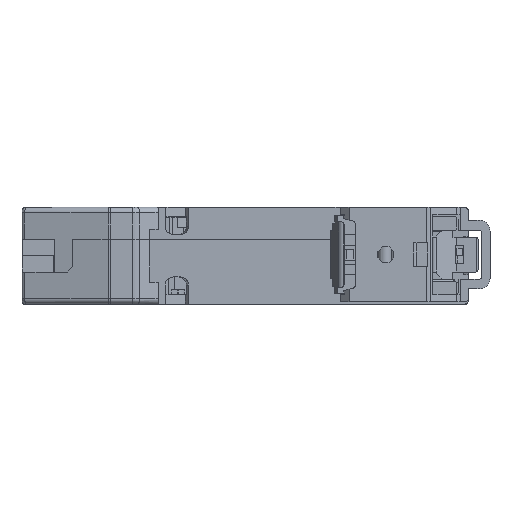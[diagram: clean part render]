
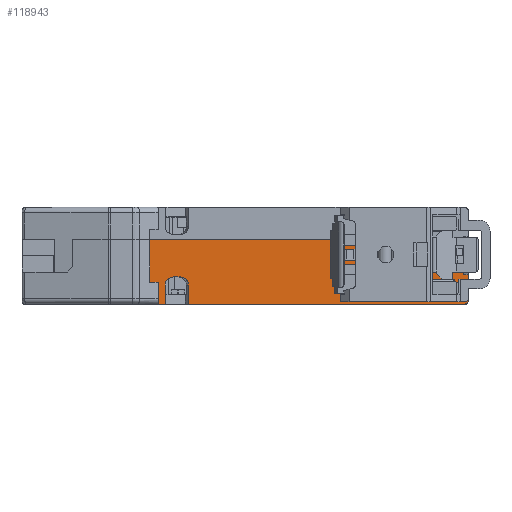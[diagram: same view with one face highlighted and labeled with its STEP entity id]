
A CAD part, top view. The second image highlights one B-rep face of the part: STEP entity #118943.
In plain terms, the highlighted planar face has unit normal (0, 0, 1).
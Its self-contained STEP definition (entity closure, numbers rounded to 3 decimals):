
#91023=DIRECTION('',(-1.,0.,0.));
#91024=VECTOR('',#91023,5.2);
#91025=CARTESIAN_POINT('',(38.7,8.9,44.));
#91026=LINE('',#91025,#91024);
#96684=DIRECTION('',(0.,1.,0.));
#96685=VECTOR('',#96684,4.4);
#96686=CARTESIAN_POINT('',(33.5,4.5,44.));
#96687=LINE('',#96686,#96685);
#96688=CARTESIAN_POINT('',(40.3,0.7,44.));
#96689=DIRECTION('',(0.,0.,-1.));
#96690=DIRECTION('',(1.,0.,0.));
#96691=AXIS2_PLACEMENT_3D('',#96688,#96689,#96690);
#96693=DIRECTION('',(-1.,0.,0.));
#96694=VECTOR('',#96693,50.7);
#96695=CARTESIAN_POINT('',(40.3,0.,44.));
#96696=LINE('',#96695,#96694);
#96697=DIRECTION('',(0.,1.,0.));
#96698=VECTOR('',#96697,3.5);
#96699=CARTESIAN_POINT('',(-10.4,0.,44.));
#96700=LINE('',#96699,#96698);
#96701=DIRECTION('',(-1.,0.,0.));
#96702=VECTOR('',#96701,1.233);
#96703=CARTESIAN_POINT('',(-11.934,5.,44.));
#96704=LINE('',#96703,#96702);
#96705=DIRECTION('',(-1.,0.,0.));
#96706=VECTOR('',#96705,2.8);
#96707=CARTESIAN_POINT('',(-14.7,0.,44.));
#96708=LINE('',#96707,#96706);
#96709=DIRECTION('',(0.,1.,0.));
#96710=VECTOR('',#96709,11.9);
#96711=CARTESIAN_POINT('',(-17.5,0.,44.));
#96712=LINE('',#96711,#96710);
#96713=DIRECTION('',(1.,0.,0.));
#96714=VECTOR('',#96713,49.8);
#96715=CARTESIAN_POINT('',(-17.5,11.9,44.));
#96716=LINE('',#96715,#96714);
#96717=DIRECTION('',(0.707,0.707,0.));
#96718=VECTOR('',#96717,0.956);
#96719=CARTESIAN_POINT('',(37.824,2.4,44.));
#96720=LINE('',#96719,#96718);
#96721=DIRECTION('',(0.,-1.,0.));
#96722=VECTOR('',#96721,1.424);
#96723=CARTESIAN_POINT('',(38.5,4.5,44.));
#96724=LINE('',#96723,#96722);
#96762=DIRECTION('',(-1.,0.,0.));
#96763=VECTOR('',#96762,19.624);
#96764=CARTESIAN_POINT('',(37.824,2.4,44.));
#96765=LINE('',#96764,#96763);
#96791=DIRECTION('',(0.,1.,0.));
#96792=VECTOR('',#96791,2.1);
#96793=CARTESIAN_POINT('',(18.2,2.4,44.));
#96794=LINE('',#96793,#96792);
#96827=DIRECTION('',(1.,0.,0.));
#96828=VECTOR('',#96827,5.);
#96829=CARTESIAN_POINT('',(33.5,4.5,44.));
#96830=LINE('',#96829,#96828);
#96920=DIRECTION('',(1.,0.,0.));
#96921=VECTOR('',#96920,14.1);
#96922=CARTESIAN_POINT('',(18.2,4.5,44.));
#96923=LINE('',#96922,#96921);
#96933=DIRECTION('',(0.,1.,0.));
#96934=VECTOR('',#96933,7.4);
#96935=CARTESIAN_POINT('',(32.3,4.5,44.));
#96936=LINE('',#96935,#96934);
#98275=DIRECTION('',(0.,1.,0.));
#98276=VECTOR('',#98275,3.5);
#98277=CARTESIAN_POINT('',(-14.7,0.,44.));
#98278=LINE('',#98277,#98276);
#98291=CARTESIAN_POINT('',(-14.7,3.5,44.));
#98292=CARTESIAN_POINT('',(-14.7,3.753,44.));
#98293=CARTESIAN_POINT('',(-14.587,4.146,44.));
#98294=CARTESIAN_POINT('',(-14.27,4.586,44.));
#98295=CARTESIAN_POINT('',(-13.818,4.893,44.));
#98296=CARTESIAN_POINT('',(-13.419,5.,44.));
#98297=CARTESIAN_POINT('',(-13.166,5.,44.));
#98311=CARTESIAN_POINT('',(-11.934,5.,44.));
#98312=CARTESIAN_POINT('',(-11.681,5.,44.));
#98313=CARTESIAN_POINT('',(-11.282,4.893,44.));
#98314=CARTESIAN_POINT('',(-10.83,4.586,44.));
#98315=CARTESIAN_POINT('',(-10.513,4.146,44.));
#98316=CARTESIAN_POINT('',(-10.4,3.753,44.));
#98317=CARTESIAN_POINT('',(-10.4,3.5,44.));
#98339=DIRECTION('',(0.,1.,0.));
#98340=VECTOR('',#98339,1.4);
#98341=CARTESIAN_POINT('',(38.7,7.5,44.));
#98342=LINE('',#98341,#98340);
#98363=DIRECTION('',(0.,1.,0.));
#98364=VECTOR('',#98363,2.1);
#98365=CARTESIAN_POINT('',(40.126,5.4,44.));
#98366=LINE('',#98365,#98364);
#98379=DIRECTION('',(0.,1.,0.));
#98380=VECTOR('',#98379,4.7);
#98381=CARTESIAN_POINT('',(41.,0.7,44.));
#98382=LINE('',#98381,#98380);
#98383=DIRECTION('',(-1.,0.,0.));
#98384=VECTOR('',#98383,0.874);
#98385=CARTESIAN_POINT('',(41.,5.4,44.));
#98386=LINE('',#98385,#98384);
#99213=DIRECTION('',(-1.,0.,0.));
#99214=VECTOR('',#99213,1.426);
#99215=CARTESIAN_POINT('',(40.126,7.5,44.));
#99216=LINE('',#99215,#99214);
#102009=CARTESIAN_POINT('',(-17.5,0.,44.));
#102010=VERTEX_POINT('',#102009);
#102011=CARTESIAN_POINT('',(-14.7,0.,44.));
#102012=VERTEX_POINT('',#102011);
#102017=CARTESIAN_POINT('',(-10.4,0.,44.));
#102018=VERTEX_POINT('',#102017);
#102019=CARTESIAN_POINT('',(40.3,0.,44.));
#102020=VERTEX_POINT('',#102019);
#102548=CARTESIAN_POINT('',(41.,0.7,44.));
#102549=VERTEX_POINT('',#102548);
#102550=CARTESIAN_POINT('',(38.5,4.5,44.));
#102551=CARTESIAN_POINT('',(38.5,3.076,44.));
#102552=VERTEX_POINT('',#102550);
#102553=VERTEX_POINT('',#102551);
#102554=CARTESIAN_POINT('',(33.5,4.5,44.));
#102555=VERTEX_POINT('',#102554);
#102556=CARTESIAN_POINT('',(33.5,8.9,44.));
#102557=VERTEX_POINT('',#102556);
#102558=CARTESIAN_POINT('',(38.7,8.9,44.));
#102559=VERTEX_POINT('',#102558);
#102560=CARTESIAN_POINT('',(38.7,7.5,44.));
#102561=VERTEX_POINT('',#102560);
#102562=CARTESIAN_POINT('',(40.126,7.5,44.));
#102563=VERTEX_POINT('',#102562);
#102564=CARTESIAN_POINT('',(40.126,5.4,44.));
#102565=VERTEX_POINT('',#102564);
#102566=CARTESIAN_POINT('',(41.,5.4,44.));
#102567=VERTEX_POINT('',#102566);
#102568=CARTESIAN_POINT('',(-10.4,3.5,44.));
#102569=VERTEX_POINT('',#102568);
#102570=VERTEX_POINT('',#98311);
#102571=CARTESIAN_POINT('',(-13.166,5.,44.));
#102572=VERTEX_POINT('',#102571);
#102573=VERTEX_POINT('',#98291);
#102574=CARTESIAN_POINT('',(-17.5,11.9,44.));
#102575=VERTEX_POINT('',#102574);
#102576=CARTESIAN_POINT('',(32.3,11.9,44.));
#102577=VERTEX_POINT('',#102576);
#102578=CARTESIAN_POINT('',(32.3,4.5,44.));
#102579=VERTEX_POINT('',#102578);
#102580=CARTESIAN_POINT('',(18.2,4.5,44.));
#102581=VERTEX_POINT('',#102580);
#102582=CARTESIAN_POINT('',(18.2,2.4,44.));
#102583=VERTEX_POINT('',#102582);
#102584=CARTESIAN_POINT('',(37.824,2.4,44.));
#102585=VERTEX_POINT('',#102584);
#118892=CARTESIAN_POINT('',(-17.5,0.,44.));
#118893=DIRECTION('',(0.,0.,-1.));
#118894=DIRECTION('',(1.,0.,0.));
#118895=AXIS2_PLACEMENT_3D('',#118892,#118893,#118894);
#118896=PLANE('',#118895);
#118898=ORIENTED_EDGE('',*,*,#118897,.F.);
#118900=ORIENTED_EDGE('',*,*,#118899,.F.);
#118901=ORIENTED_EDGE('',*,*,#118870,.T.);
#118902=ORIENTED_EDGE('',*,*,#107921,.F.);
#118904=ORIENTED_EDGE('',*,*,#118903,.F.);
#118906=ORIENTED_EDGE('',*,*,#118905,.F.);
#118908=ORIENTED_EDGE('',*,*,#118907,.F.);
#118910=ORIENTED_EDGE('',*,*,#118909,.F.);
#118912=ORIENTED_EDGE('',*,*,#118911,.F.);
#118914=ORIENTED_EDGE('',*,*,#118913,.T.);
#118915=ORIENTED_EDGE('',*,*,#105968,.T.);
#118917=ORIENTED_EDGE('',*,*,#118916,.T.);
#118919=ORIENTED_EDGE('',*,*,#118918,.F.);
#118921=ORIENTED_EDGE('',*,*,#118920,.T.);
#118923=ORIENTED_EDGE('',*,*,#118922,.F.);
#118925=ORIENTED_EDGE('',*,*,#118924,.F.);
#118926=ORIENTED_EDGE('',*,*,#105960,.T.);
#118928=ORIENTED_EDGE('',*,*,#118927,.T.);
#118930=ORIENTED_EDGE('',*,*,#118929,.T.);
#118932=ORIENTED_EDGE('',*,*,#118931,.F.);
#118934=ORIENTED_EDGE('',*,*,#118933,.F.);
#118936=ORIENTED_EDGE('',*,*,#118935,.F.);
#118938=ORIENTED_EDGE('',*,*,#118937,.F.);
#118940=ORIENTED_EDGE('',*,*,#118939,.T.);
#118941=EDGE_LOOP('',(#118898,#118900,#118901,#118902,#118904,#118906,#118908,
#118910,#118912,#118914,#118915,#118917,#118919,#118921,#118923,#118925,#118926,
#118928,#118930,#118932,#118934,#118936,#118938,#118940));
#118942=FACE_OUTER_BOUND('',#118941,.F.);
#118943=ADVANCED_FACE('',(#118942),#118896,.F.);
#96692=CIRCLE('',#96691,0.7);
#98298=B_SPLINE_CURVE_WITH_KNOTS('',3,(#98291,#98292,#98293,#98294,#98295,
#98296,#98297),.UNSPECIFIED.,.F.,.F.,(4,1,1,1,4),(0.,0.25,0.5,0.75,
1.),.UNSPECIFIED.);
#98318=B_SPLINE_CURVE_WITH_KNOTS('',3,(#98311,#98312,#98313,#98314,#98315,
#98316,#98317),.UNSPECIFIED.,.F.,.F.,(4,1,1,1,4),(0.,0.25,0.5,0.75,
1.),.UNSPECIFIED.);
#105960=EDGE_CURVE('',#102012,#102010,#96708,.T.);
#105968=EDGE_CURVE('',#102020,#102018,#96696,.T.);
#107921=EDGE_CURVE('',#102559,#102557,#91026,.T.);
#118870=EDGE_CURVE('',#102555,#102557,#96687,.T.);
#118897=EDGE_CURVE('',#102552,#102553,#96724,.T.);
#118899=EDGE_CURVE('',#102555,#102552,#96830,.T.);
#118903=EDGE_CURVE('',#102561,#102559,#98342,.T.);
#118905=EDGE_CURVE('',#102563,#102561,#99216,.T.);
#118907=EDGE_CURVE('',#102565,#102563,#98366,.T.);
#118909=EDGE_CURVE('',#102567,#102565,#98386,.T.);
#118911=EDGE_CURVE('',#102549,#102567,#98382,.T.);
#118913=EDGE_CURVE('',#102549,#102020,#96692,.T.);
#118916=EDGE_CURVE('',#102018,#102569,#96700,.T.);
#118918=EDGE_CURVE('',#102570,#102569,#98318,.T.);
#118920=EDGE_CURVE('',#102570,#102572,#96704,.T.);
#118922=EDGE_CURVE('',#102573,#102572,#98298,.T.);
#118924=EDGE_CURVE('',#102012,#102573,#98278,.T.);
#118927=EDGE_CURVE('',#102010,#102575,#96712,.T.);
#118929=EDGE_CURVE('',#102575,#102577,#96716,.T.);
#118931=EDGE_CURVE('',#102579,#102577,#96936,.T.);
#118933=EDGE_CURVE('',#102581,#102579,#96923,.T.);
#118935=EDGE_CURVE('',#102583,#102581,#96794,.T.);
#118937=EDGE_CURVE('',#102585,#102583,#96765,.T.);
#118939=EDGE_CURVE('',#102585,#102553,#96720,.T.);
